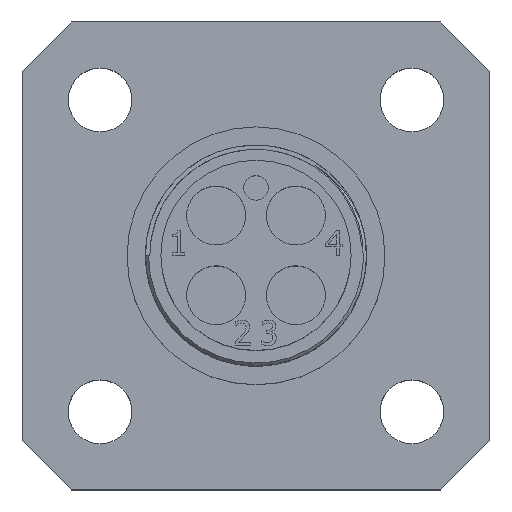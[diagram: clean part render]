
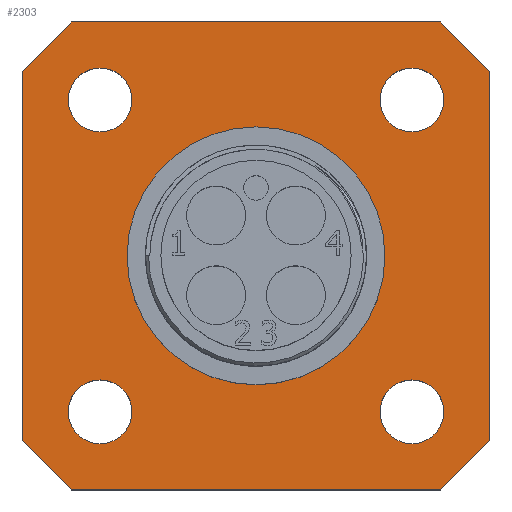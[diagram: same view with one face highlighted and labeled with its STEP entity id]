
A CAD part, top view. The second image highlights one B-rep face of the part: STEP entity #2303.
In plain terms, the highlighted planar face has unit normal (0, 0, 1).
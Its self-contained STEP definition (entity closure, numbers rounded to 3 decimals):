
#80=CIRCLE($,#2428,2.6);
#81=CIRCLE($,#2430,2.6);
#82=CIRCLE($,#2432,2.6);
#83=CIRCLE($,#2434,2.6);
#90=CIRCLE($,#2454,10.5);
#257=FACE_BOUND($,#582,.T.);
#258=FACE_BOUND($,#583,.T.);
#259=FACE_BOUND($,#584,.T.);
#260=FACE_BOUND($,#585,.T.);
#261=FACE_BOUND($,#586,.T.);
#392=FACE_OUTER_BOUND($,#581,.T.);
#581=EDGE_LOOP($,(#2056,#2057,#2058,#2059,#2060,#2061,#2062,#2063));
#582=EDGE_LOOP($,(#2064));
#583=EDGE_LOOP($,(#2065));
#584=EDGE_LOOP($,(#2066));
#585=EDGE_LOOP($,(#2067));
#586=EDGE_LOOP($,(#2068));
#743=LINE($,#4521,#923);
#749=LINE($,#4532,#929);
#757=LINE($,#4558,#937);
#759=LINE($,#4562,#939);
#761=LINE($,#4567,#941);
#763=LINE($,#4571,#943);
#765=LINE($,#4574,#945);
#766=LINE($,#4686,#946);
#923=VECTOR($,#2738,5.657);
#929=VECTOR($,#2746,30.1);
#937=VECTOR($,#2768,5.657);
#939=VECTOR($,#2772,30.1);
#941=VECTOR($,#2776,5.657);
#943=VECTOR($,#2780,30.1);
#945=VECTOR($,#2784,5.657);
#946=VECTOR($,#2939,30.1);
#1108=VERTEX_POINT($,#4519);
#1109=VERTEX_POINT($,#4520);
#1113=VERTEX_POINT($,#4530);
#1124=VERTEX_POINT($,#4556);
#1125=VERTEX_POINT($,#4560);
#1126=VERTEX_POINT($,#4564);
#1127=VERTEX_POINT($,#4566);
#1128=VERTEX_POINT($,#4570);
#1152=VERTEX_POINT($,#4646);
#1153=VERTEX_POINT($,#4649);
#1154=VERTEX_POINT($,#4652);
#1155=VERTEX_POINT($,#4655);
#1162=VERTEX_POINT($,#4682);
#1402=EDGE_CURVE($,#1108,#1109,#743,.T.);
#1408=EDGE_CURVE($,#1113,#1108,#749,.T.);
#1421=EDGE_CURVE($,#1124,#1113,#757,.T.);
#1423=EDGE_CURVE($,#1125,#1124,#759,.T.);
#1425=EDGE_CURVE($,#1126,#1127,#761,.T.);
#1427=EDGE_CURVE($,#1127,#1128,#763,.T.);
#1429=EDGE_CURVE($,#1128,#1125,#765,.T.);
#1453=EDGE_CURVE($,#1152,#1152,#80,.T.);
#1454=EDGE_CURVE($,#1153,#1153,#81,.T.);
#1455=EDGE_CURVE($,#1154,#1154,#82,.T.);
#1456=EDGE_CURVE($,#1155,#1155,#83,.T.);
#1463=EDGE_CURVE($,#1162,#1162,#90,.T.);
#1464=EDGE_CURVE($,#1109,#1126,#766,.T.);
#2056=ORIENTED_EDGE($,*,*,#1402,.F.);
#2057=ORIENTED_EDGE($,*,*,#1408,.F.);
#2058=ORIENTED_EDGE($,*,*,#1421,.F.);
#2059=ORIENTED_EDGE($,*,*,#1423,.F.);
#2060=ORIENTED_EDGE($,*,*,#1429,.F.);
#2061=ORIENTED_EDGE($,*,*,#1427,.F.);
#2062=ORIENTED_EDGE($,*,*,#1425,.F.);
#2063=ORIENTED_EDGE($,*,*,#1464,.F.);
#2064=ORIENTED_EDGE($,*,*,#1453,.T.);
#2065=ORIENTED_EDGE($,*,*,#1454,.T.);
#2066=ORIENTED_EDGE($,*,*,#1455,.T.);
#2067=ORIENTED_EDGE($,*,*,#1456,.T.);
#2068=ORIENTED_EDGE($,*,*,#1463,.T.);
#2140=PLANE($,#2457);
#2303=ADVANCED_FACE($,(#392,#257,#258,#259,#260,#261),#2140,.T.);
#2428=AXIS2_PLACEMENT_3D($,#4647,#2881,#2882);
#2430=AXIS2_PLACEMENT_3D($,#4650,#2885,#2886);
#2432=AXIS2_PLACEMENT_3D($,#4653,#2889,#2890);
#2434=AXIS2_PLACEMENT_3D($,#4656,#2893,#2894);
#2454=AXIS2_PLACEMENT_3D($,#4683,#2933,#2934);
#2457=AXIS2_PLACEMENT_3D($,#4687,#2940,#2941);
#2738=DIRECTION($,(0.707,0.707,0.));
#2746=DIRECTION($,(0.,1.,0.));
#2768=DIRECTION($,(-0.707,0.707,0.));
#2772=DIRECTION($,(-1.,0.,0.));
#2776=DIRECTION($,(0.707,-0.707,0.));
#2780=DIRECTION($,(0.,-1.,0.));
#2784=DIRECTION($,(-0.707,-0.707,0.));
#2881=DIRECTION('center_axis',(0.,0.,-1.));
#2882=DIRECTION('ref_axis',(0.,-1.,0.));
#2885=DIRECTION('center_axis',(0.,0.,-1.));
#2886=DIRECTION('ref_axis',(-1.,0.,0.));
#2889=DIRECTION('center_axis',(0.,0.,-1.));
#2890=DIRECTION('ref_axis',(0.,1.,0.));
#2893=DIRECTION('center_axis',(0.,0.,-1.));
#2894=DIRECTION('ref_axis',(1.,0.,0.));
#2933=DIRECTION('center_axis',(0.,0.,-1.));
#2934=DIRECTION('ref_axis',(-1.,0.,0.));
#2939=DIRECTION($,(1.,0.,0.));
#2940=DIRECTION('center_axis',(0.,0.,1.));
#2941=DIRECTION('ref_axis',(1.,0.,0.));
#4519=CARTESIAN_POINT('',(-19.05,15.05,3.95));
#4520=CARTESIAN_POINT('',(-15.05,19.05,3.95));
#4521=CARTESIAN_POINT($,(-17.05,17.05,3.95));
#4530=CARTESIAN_POINT('',(-19.05,-15.05,3.95));
#4532=CARTESIAN_POINT($,(-19.05,-19.05,3.95));
#4556=CARTESIAN_POINT('',(-15.05,-19.05,3.95));
#4558=CARTESIAN_POINT($,(-17.05,-17.05,3.95));
#4560=CARTESIAN_POINT('',(15.05,-19.05,3.95));
#4562=CARTESIAN_POINT($,(19.05,-19.05,3.95));
#4564=CARTESIAN_POINT('',(15.05,19.05,3.95));
#4566=CARTESIAN_POINT('',(19.05,15.05,3.95));
#4567=CARTESIAN_POINT($,(17.05,17.05,3.95));
#4570=CARTESIAN_POINT('',(19.05,-15.05,3.95));
#4571=CARTESIAN_POINT($,(19.05,19.05,3.95));
#4574=CARTESIAN_POINT($,(17.05,-17.05,3.95));
#4646=CARTESIAN_POINT('',(12.7,10.1,3.95));
#4647=CARTESIAN_POINT('Origin',(12.7,12.7,3.95));
#4649=CARTESIAN_POINT('',(10.1,-12.7,3.95));
#4650=CARTESIAN_POINT('Origin',(12.7,-12.7,3.95));
#4652=CARTESIAN_POINT('',(-12.7,-10.1,3.95));
#4653=CARTESIAN_POINT('Origin',(-12.7,-12.7,3.95));
#4655=CARTESIAN_POINT('',(-10.1,12.7,3.95));
#4656=CARTESIAN_POINT('Origin',(-12.7,12.7,3.95));
#4682=CARTESIAN_POINT('',(10.5,0.,3.95));
#4683=CARTESIAN_POINT('Origin',(0.,0.,3.95));
#4686=CARTESIAN_POINT($,(-19.05,19.05,3.95));
#4687=CARTESIAN_POINT('Origin',(0.,0.,
3.95));
